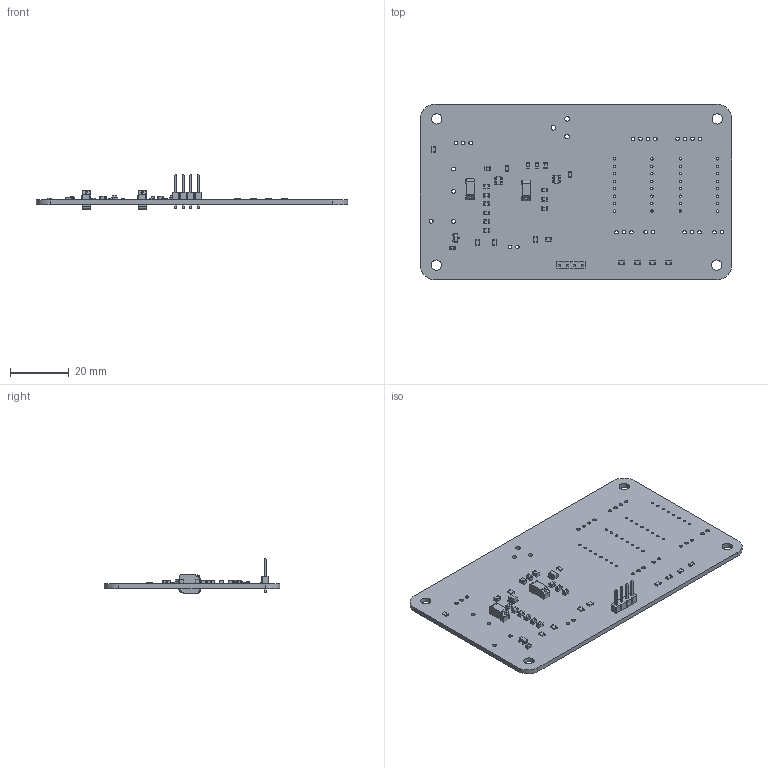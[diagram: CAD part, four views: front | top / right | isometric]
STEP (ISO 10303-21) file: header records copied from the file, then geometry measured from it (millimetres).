
FILE_DESCRIPTION(('KiCad electronic assembly'),'2;1');
FILE_NAME('MitskiKillerV1_2C.step','2025-03-26T04:50:20',('Pcbnew'),( 'Kicad'),'Open CASCADE STEP processor 7.7','KiCad to STEP converter' ,'Unknown');
FILE_SCHEMA(('AUTOMOTIVE_DESIGN { 1 0 10303 214 1 1 1 1 }'));
Length unit declared in the file: millimetre
Products named in the file (18): MitskiKillerV1_2C 1; R_0805_2012Metric; C_0805_2012Metric; SOT-23-6; SOT_23_6; SPM6530T-2R2M-HZ; SPM6530T-100M; PinHeader_1x04_P2.54mm_Vertical; PinHeader_1x04_P254mm_Vertical; D_0805_2012Metric; D_0805; SPM6530T-3R3M-HZ; SOT-23; SOT_23; _autosave-MitskiKillerV1_2C_PCB
Assembly tree (40 placements, depth 3):
  MitskiKillerV1_2C 1
    R_0805_2012Metric  x11
      R_0805_2012Metric
    C_0805_2012Metric  x13
      C_0805_2012Metric
    SOT-23-6  x2
      SOT_23_6
    SPM6530T-2R2M-HZ
      SPM6530T-100M
    PinHeader_1x04_P2.54mm_Vertical
      PinHeader_1x04_P254mm_Vertical
    D_0805_2012Metric
      D_0805
    SPM6530T-3R3M-HZ
      SPM6530T-100M
    SOT-23
      SOT_23
    _autosave-MitskiKillerV1_2C_PCB
Bounding box: 106 x 59.8 x 11.79 mm (x, y, z)
Volume: 10348.4 mm3; surface area: 14410.3 mm2
Topology: 40 solids, 40 shells, 1413 faces, 3592 edges, 2290 vertices
Faces by surface type: plane 862, cylinder 460, bspline 87, sphere 4
Full cylindrical faces by diameter (mm): 0.8 x32, 1 x4, 1.2 x23, 1.3 x4, 1.6 x3, 3.5 x4
Entity records: 23896 total; most frequent: CARTESIAN_POINT 3853, ORIENTED_EDGE 3452, DIRECTION 3420, EDGE_CURVE 1726, LINE 1234, VECTOR 1234, AXIS2_PLACEMENT_3D 1093, VERTEX_POINT 1078
